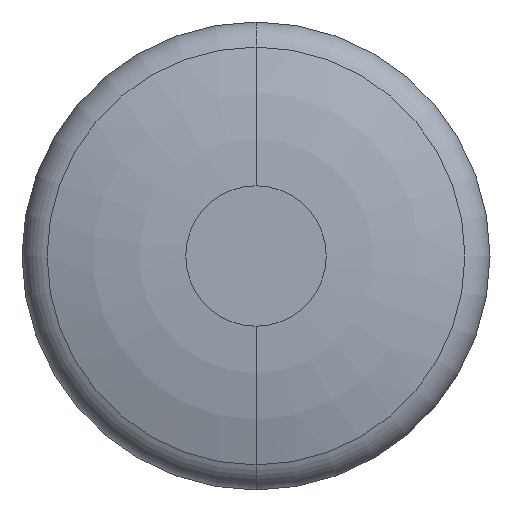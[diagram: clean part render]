
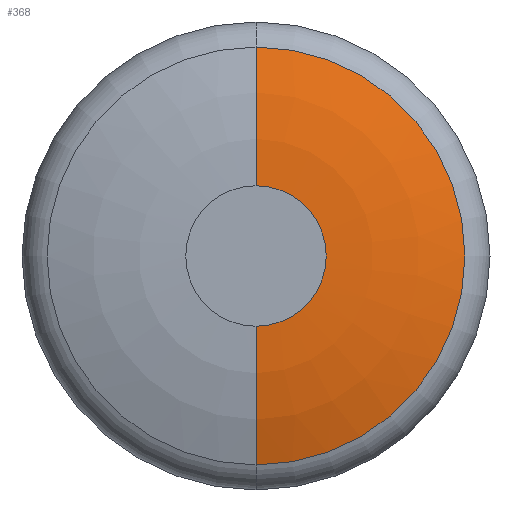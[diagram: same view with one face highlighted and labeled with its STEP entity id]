
A CAD part, front view. The second image highlights one B-rep face of the part: STEP entity #368.
In plain terms, the highlighted toroidal (fillet/blend) face has major radius 0.476 mm and minor radius 2.857 mm.
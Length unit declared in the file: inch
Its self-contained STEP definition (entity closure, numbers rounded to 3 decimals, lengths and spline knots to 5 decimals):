
#1 = CARTESIAN_POINT ( 'NONE',  ( 0., 0.1125, -0.01875 ) ) ;
#11 = DIRECTION ( 'NONE',  ( 0., 0., -1. ) ) ;
#16 = DIRECTION ( 'NONE',  ( 0., 0., -1. ) ) ;
#23 = CARTESIAN_POINT ( 'NONE',  ( 0., 0.00627, -0.05579 ) ) ;
#43 = CIRCLE ( 'NONE', #242, 0.01875 ) ;
#47 = CARTESIAN_POINT ( 'NONE',  ( 0., 0.1125, 0.01875 ) ) ;
#49 = EDGE_CURVE ( 'NONE', #332, #342, #232, .T. ) ;
#72 = AXIS2_PLACEMENT_3D ( 'NONE', #47, #268, #11 ) ;
#81 = DIRECTION ( 'NONE',  ( -1., 0., 0. ) ) ;
#88 = CARTESIAN_POINT ( 'NONE',  ( 0., 0.00627, 0. ) ) ;
#106 = ORIENTED_EDGE ( 'NONE', *, *, #467, .T. ) ;
#150 = ORIENTED_EDGE ( 'NONE', *, *, #421, .F. ) ;
#154 = ORIENTED_EDGE ( 'NONE', *, *, #221, .F. ) ;
#167 = CIRCLE ( 'NONE', #223, 0.05579 ) ;
#192 = CIRCLE ( 'NONE', #215, 0.1125 ) ;
#205 = AXIS2_PLACEMENT_3D ( 'NONE', #261, #452, #402 ) ;
#215 = AXIS2_PLACEMENT_3D ( 'NONE', #1, #81, #484 ) ;
#221 = EDGE_CURVE ( 'NONE', #263, #342, #43, .T. ) ;
#223 = AXIS2_PLACEMENT_3D ( 'NONE', #88, #457, #16 ) ;
#232 = CIRCLE ( 'NONE', #72, 0.1125 ) ;
#242 = AXIS2_PLACEMENT_3D ( 'NONE', #458, #274, #463 ) ;
#244 = CARTESIAN_POINT ( 'NONE',  ( 0., 0., -0.01875 ) ) ;
#261 = CARTESIAN_POINT ( 'NONE',  ( 0., 0.1125, 0. ) ) ;
#263 = VERTEX_POINT ( 'NONE', #244 ) ;
#268 = DIRECTION ( 'NONE',  ( 1., 0., 0. ) ) ;
#274 = DIRECTION ( 'NONE',  ( 0., -1., 0. ) ) ;
#295 = CARTESIAN_POINT ( 'NONE',  ( 0., 0.00627, 0.05579 ) ) ;
#332 = VERTEX_POINT ( 'NONE', #295 ) ;
#337 = CARTESIAN_POINT ( 'NONE',  ( 0., 0., 0.01875 ) ) ;
#342 = VERTEX_POINT ( 'NONE', #337 ) ;
#353 = FACE_OUTER_BOUND ( 'NONE', #483, .T. ) ;
#368 = ADVANCED_FACE ( 'NONE', ( #353 ), #451, .T. ) ;
#397 = ORIENTED_EDGE ( 'NONE', *, *, #49, .T. ) ;
#402 = DIRECTION ( 'NONE',  ( 0., 0., -1. ) ) ;
#421 = EDGE_CURVE ( 'NONE', #454, #263, #192, .T. ) ;
#451 = TOROIDAL_SURFACE ( 'NONE', #205, 0.01875, 0.1125 ) ;
#452 = DIRECTION ( 'NONE',  ( 0., -1., 0. ) ) ;
#454 = VERTEX_POINT ( 'NONE', #23 ) ;
#457 = DIRECTION ( 'NONE',  ( 0., -1., 0. ) ) ;
#458 = CARTESIAN_POINT ( 'NONE',  ( 0., 0., 0. ) ) ;
#463 = DIRECTION ( 'NONE',  ( 0., 0., -1. ) ) ;
#467 = EDGE_CURVE ( 'NONE', #454, #332, #167, .T. ) ;
#483 = EDGE_LOOP ( 'NONE', ( #106, #397, #154, #150 ) ) ;
#484 = DIRECTION ( 'NONE',  ( 0., 0., 1. ) ) ;
